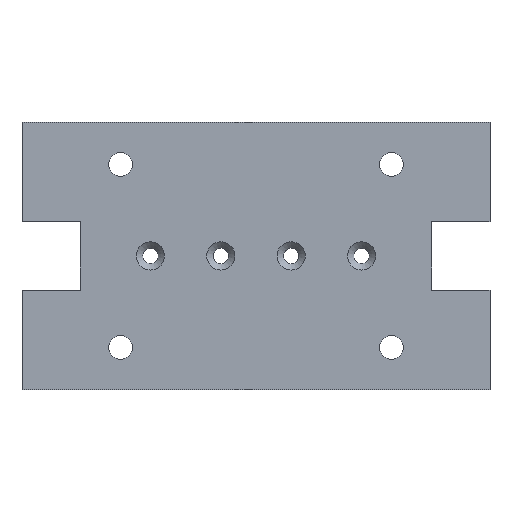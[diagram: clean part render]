
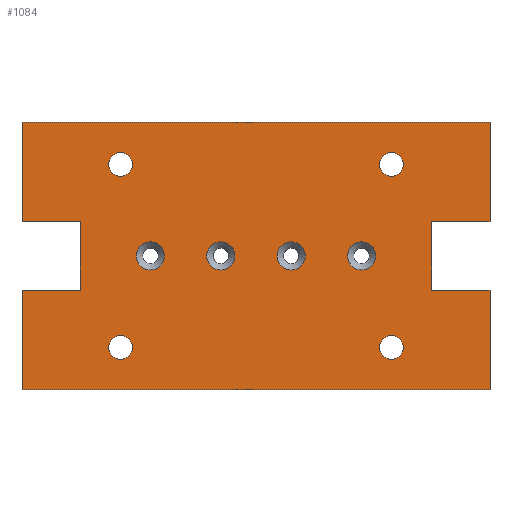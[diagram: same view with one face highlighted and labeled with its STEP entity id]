
A CAD part, top view. The second image highlights one B-rep face of the part: STEP entity #1084.
In plain terms, the highlighted planar face has unit normal (0, 0, 1).
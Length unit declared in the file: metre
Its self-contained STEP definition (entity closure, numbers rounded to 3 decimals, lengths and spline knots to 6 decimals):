
#21=CIRCLE('',#1137,0.002);
#24=CIRCLE('',#1142,0.002);
#27=CIRCLE('',#1147,0.002);
#30=CIRCLE('',#1152,0.002);
#32=CIRCLE('',#1168,0.0017);
#33=CIRCLE('',#1169,0.0017);
#34=CIRCLE('',#1170,0.0017);
#35=CIRCLE('',#1171,0.0017);
#214=ORIENTED_EDGE('',*,*,#458,.T.);
#215=ORIENTED_EDGE('',*,*,#459,.T.);
#216=ORIENTED_EDGE('',*,*,#460,.T.);
#217=ORIENTED_EDGE('',*,*,#461,.T.);
#218=ORIENTED_EDGE('',*,*,#448,.F.);
#219=ORIENTED_EDGE('',*,*,#353,.T.);
#220=ORIENTED_EDGE('',*,*,#401,.F.);
#221=ORIENTED_EDGE('',*,*,#405,.F.);
#222=ORIENTED_EDGE('',*,*,#385,.T.);
#223=ORIENTED_EDGE('',*,*,#397,.F.);
#224=ORIENTED_EDGE('',*,*,#428,.T.);
#225=ORIENTED_EDGE('',*,*,#389,.T.);
#226=ORIENTED_EDGE('',*,*,#419,.T.);
#227=ORIENTED_EDGE('',*,*,#371,.F.);
#228=ORIENTED_EDGE('',*,*,#439,.F.);
#229=ORIENTED_EDGE('',*,*,#344,.F.);
#230=ORIENTED_EDGE('',*,*,#416,.F.);
#231=ORIENTED_EDGE('',*,*,#413,.F.);
#232=ORIENTED_EDGE('',*,*,#410,.F.);
#233=ORIENTED_EDGE('',*,*,#407,.F.);
#344=EDGE_CURVE('',#488,#489,#592,.T.);
#353=EDGE_CURVE('',#497,#496,#601,.T.);
#371=EDGE_CURVE('',#513,#514,#619,.T.);
#385=EDGE_CURVE('',#526,#525,#633,.T.);
#389=EDGE_CURVE('',#529,#528,#637,.T.);
#397=EDGE_CURVE('',#536,#525,#645,.T.);
#401=EDGE_CURVE('',#537,#496,#649,.T.);
#405=EDGE_CURVE('',#526,#537,#653,.T.);
#407=EDGE_CURVE('',#541,#541,#21,.T.);
#410=EDGE_CURVE('',#544,#544,#24,.T.);
#413=EDGE_CURVE('',#547,#547,#27,.T.);
#416=EDGE_CURVE('',#550,#550,#30,.T.);
#419=EDGE_CURVE('',#528,#514,#655,.T.);
#428=EDGE_CURVE('',#536,#529,#664,.T.);
#439=EDGE_CURVE('',#489,#513,#675,.T.);
#448=EDGE_CURVE('',#497,#488,#684,.T.);
#458=EDGE_CURVE('',#574,#574,#32,.F.);
#459=EDGE_CURVE('',#575,#575,#33,.F.);
#460=EDGE_CURVE('',#576,#576,#34,.F.);
#461=EDGE_CURVE('',#577,#577,#35,.F.);
#488=VERTEX_POINT('',#1499);
#489=VERTEX_POINT('',#1501);
#496=VERTEX_POINT('',#1518);
#497=VERTEX_POINT('',#1520);
#513=VERTEX_POINT('',#1557);
#514=VERTEX_POINT('',#1559);
#525=VERTEX_POINT('',#1586);
#526=VERTEX_POINT('',#1588);
#528=VERTEX_POINT('',#1594);
#529=VERTEX_POINT('',#1596);
#536=VERTEX_POINT('',#1611);
#537=VERTEX_POINT('',#1617);
#541=VERTEX_POINT('',#1630);
#544=VERTEX_POINT('',#1638);
#547=VERTEX_POINT('',#1646);
#550=VERTEX_POINT('',#1654);
#574=VERTEX_POINT('',#1734);
#575=VERTEX_POINT('',#1736);
#576=VERTEX_POINT('',#1738);
#577=VERTEX_POINT('',#1740);
#592=LINE('',#1500,#712);
#601=LINE('',#1519,#721);
#619=LINE('',#1558,#739);
#633=LINE('',#1587,#753);
#637=LINE('',#1595,#757);
#645=LINE('',#1612,#765);
#649=LINE('',#1618,#769);
#653=LINE('',#1625,#773);
#655=LINE('',#1661,#775);
#664=LINE('',#1678,#784);
#675=LINE('',#1698,#795);
#684=LINE('',#1716,#804);
#712=VECTOR('',#1211,1.);
#721=VECTOR('',#1224,1.);
#739=VECTOR('',#1250,1.);
#753=VECTOR('',#1270,1.);
#757=VECTOR('',#1276,1.);
#765=VECTOR('',#1286,1.);
#769=VECTOR('',#1292,1.);
#773=VECTOR('',#1298,1.);
#775=VECTOR('',#1342,1.);
#784=VECTOR('',#1355,1.);
#795=VECTOR('',#1374,1.);
#804=VECTOR('',#1387,1.);
#870=EDGE_LOOP('',(#214));
#871=EDGE_LOOP('',(#215));
#872=EDGE_LOOP('',(#216));
#873=EDGE_LOOP('',(#217));
#874=EDGE_LOOP('',(#218,#219,#220,#221,#222,#223,#224,#225,#226,#227,#228,
#229));
#875=EDGE_LOOP('',(#230));
#876=EDGE_LOOP('',(#231));
#877=EDGE_LOOP('',(#232));
#878=EDGE_LOOP('',(#233));
#960=FACE_BOUND('',#870,.T.);
#961=FACE_BOUND('',#871,.T.);
#962=FACE_BOUND('',#872,.T.);
#963=FACE_BOUND('',#873,.T.);
#964=FACE_BOUND('',#874,.T.);
#965=FACE_BOUND('',#875,.T.);
#966=FACE_BOUND('',#876,.T.);
#967=FACE_BOUND('',#877,.T.);
#968=FACE_BOUND('',#878,.T.);
#1034=PLANE('',#1167);
#1084=ADVANCED_FACE('',(#960,#961,#962,#963,#964,#965,#966,#967,#968),#1034,
 .T.);
#1137=AXIS2_PLACEMENT_3D('',#1629,#1303,#1304);
#1142=AXIS2_PLACEMENT_3D('',#1637,#1313,#1314);
#1147=AXIS2_PLACEMENT_3D('',#1645,#1323,#1324);
#1152=AXIS2_PLACEMENT_3D('',#1653,#1333,#1334);
#1167=AXIS2_PLACEMENT_3D('',#1732,#1403,#1404);
#1168=AXIS2_PLACEMENT_3D('',#1733,#1405,#1406);
#1169=AXIS2_PLACEMENT_3D('',#1735,#1407,#1408);
#1170=AXIS2_PLACEMENT_3D('',#1737,#1409,#1410);
#1171=AXIS2_PLACEMENT_3D('',#1739,#1411,#1412);
#1211=DIRECTION('',(1.,0.,0.));
#1224=DIRECTION('',(1.,0.,0.));
#1250=DIRECTION('',(-1.,0.,0.));
#1270=DIRECTION('',(0.,-1.,0.));
#1276=DIRECTION('',(-1.,0.,0.));
#1286=DIRECTION('',(-1.,0.,0.));
#1292=DIRECTION('',(0.,-1.,0.));
#1298=DIRECTION('',(1.,0.,0.));
#1303=DIRECTION('',(0.,0.,1.));
#1304=DIRECTION('',(0.,-1.,0.));
#1313=DIRECTION('',(0.,0.,1.));
#1314=DIRECTION('',(0.,-1.,0.));
#1323=DIRECTION('',(0.,0.,1.));
#1324=DIRECTION('',(0.,-1.,0.));
#1333=DIRECTION('',(0.,0.,1.));
#1334=DIRECTION('',(0.,-1.,0.));
#1342=DIRECTION('',(0.,-1.,0.));
#1355=DIRECTION('',(0.,-1.,0.));
#1374=DIRECTION('',(0.,-1.,0.));
#1387=DIRECTION('',(0.,-1.,0.));
#1403=DIRECTION('',(0.,0.,1.));
#1404=DIRECTION('',(-1.,0.,0.));
#1405=DIRECTION('',(0.,0.,1.));
#1406=DIRECTION('',(0.,-1.,0.));
#1407=DIRECTION('',(0.,0.,1.));
#1408=DIRECTION('',(0.,-1.,0.));
#1409=DIRECTION('',(0.,0.,1.));
#1410=DIRECTION('',(0.,-1.,0.));
#1411=DIRECTION('',(0.,0.,1.));
#1412=DIRECTION('',(0.,-1.,0.));
#1499=CARTESIAN_POINT('',(0.025,-0.00485,0.025));
#1500=CARTESIAN_POINT('',(0.02397,-0.00485,0.025));
#1501=CARTESIAN_POINT('',(0.03325,-0.00485,0.025));
#1518=CARTESIAN_POINT('',(0.03325,0.00485,0.025));
#1519=CARTESIAN_POINT('',(0.02397,0.00485,0.025));
#1520=CARTESIAN_POINT('',(0.025,0.00485,0.025));
#1557=CARTESIAN_POINT('',(0.03325,-0.019,0.025));
#1558=CARTESIAN_POINT('',(0.003825,-0.019,0.025));
#1559=CARTESIAN_POINT('',(-0.03325,-0.019,0.025));
#1586=CARTESIAN_POINT('',(-0.03325,0.00485,0.025));
#1587=CARTESIAN_POINT('',(-0.03325,0.011925,0.025));
#1588=CARTESIAN_POINT('',(-0.03325,0.019,0.025));
#1594=CARTESIAN_POINT('',(-0.03325,-0.00485,0.025));
#1595=CARTESIAN_POINT('',(0.003825,-0.00485,0.025));
#1596=CARTESIAN_POINT('',(-0.025,-0.00485,0.025));
#1611=CARTESIAN_POINT('',(-0.025,0.00485,0.025));
#1612=CARTESIAN_POINT('',(0.02397,0.00485,0.025));
#1617=CARTESIAN_POINT('',(0.03325,0.019,0.025));
#1618=CARTESIAN_POINT('',(0.03325,0.011925,0.025));
#1625=CARTESIAN_POINT('',(0.003825,0.019,0.025));
#1629=CARTESIAN_POINT('',(-0.015,0.,0.025));
#1630=CARTESIAN_POINT('',(-0.015,-0.002,0.025));
#1637=CARTESIAN_POINT('',(-0.005,0.,0.025));
#1638=CARTESIAN_POINT('',(-0.005,-0.002,0.025));
#1645=CARTESIAN_POINT('',(0.005,0.,0.025));
#1646=CARTESIAN_POINT('',(0.005,-0.002,0.025));
#1653=CARTESIAN_POINT('',(0.015,0.,0.025));
#1654=CARTESIAN_POINT('',(0.015,-0.002,0.025));
#1661=CARTESIAN_POINT('',(-0.03325,-0.011925,0.025));
#1678=CARTESIAN_POINT('',(-0.025,-0.01025,0.025));
#1698=CARTESIAN_POINT('',(0.03325,-0.011925,0.025));
#1716=CARTESIAN_POINT('',(0.025,-0.01025,0.025));
#1732=CARTESIAN_POINT('',(0.003825,0.,0.025));
#1733=CARTESIAN_POINT('',(0.01925,0.013,0.025));
#1734=CARTESIAN_POINT('',(0.01925,0.0113,0.025));
#1735=CARTESIAN_POINT('',(-0.01925,-0.013,0.025));
#1736=CARTESIAN_POINT('',(-0.01925,-0.0147,0.025));
#1737=CARTESIAN_POINT('',(0.01925,-0.013,0.025));
#1738=CARTESIAN_POINT('',(0.01925,-0.0147,0.025));
#1739=CARTESIAN_POINT('',(-0.01925,0.013,0.025));
#1740=CARTESIAN_POINT('',(-0.01925,0.0113,0.025));
